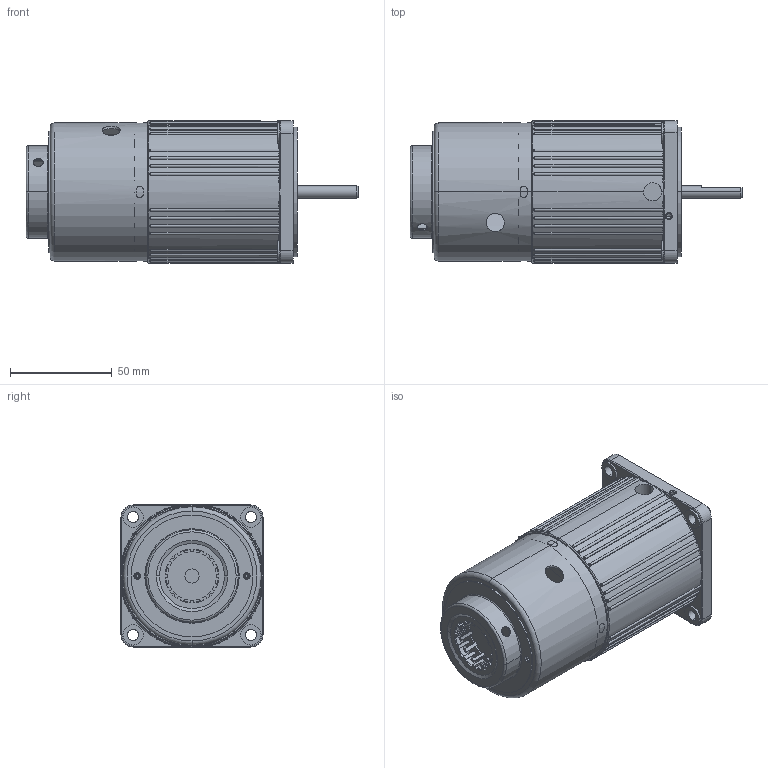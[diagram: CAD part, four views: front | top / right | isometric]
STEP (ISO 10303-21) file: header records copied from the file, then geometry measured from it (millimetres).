
FILE_DESCRIPTION (( 'STEP AP203' ), '1' );
FILE_NAME ('3IK15RA-M.STEP', '2020-01-08T02:15:37', ( 'Sky123.Org' ), ( 'Sky123.Org' ), 'SwSTEP 2.0', 'SolidWorks 2014', '' );
FILE_SCHEMA (( 'CONFIG_CONTROL_DESIGN' ));
Length unit declared in the file: millimetre
Products named in the file (6): 3IK15A; 70价陬欶褲; 测速线圈外壳; 测速线圈外壳2; 测速线圈总成; 3IK15RA-M
Assembly tree (5 placements, depth 3):
  3IK15RA-M
    3IK15A
    70价陬欶褲
    测速线圈总成
      测速线圈外壳
      测速线圈外壳2
Bounding box: 163.5 x 70 x 70 mm (x, y, z)
Volume: 333744.6 mm3; surface area: 70718.7 mm2
Topology: 4 solids, 4 shells, 555 faces, 1526 edges, 974 vertices
Faces by surface type: cylinder 222, plane 160, torus 124, bspline 32, cone 17
Entity records: 20482 total; most frequent: CARTESIAN_POINT 5675, DIRECTION 3085, ORIENTED_EDGE 3016, EDGE_CURVE 1508, AXIS2_PLACEMENT_3D 1275, VERTEX_POINT 974, CIRCLE 743, EDGE_LOOP 604
